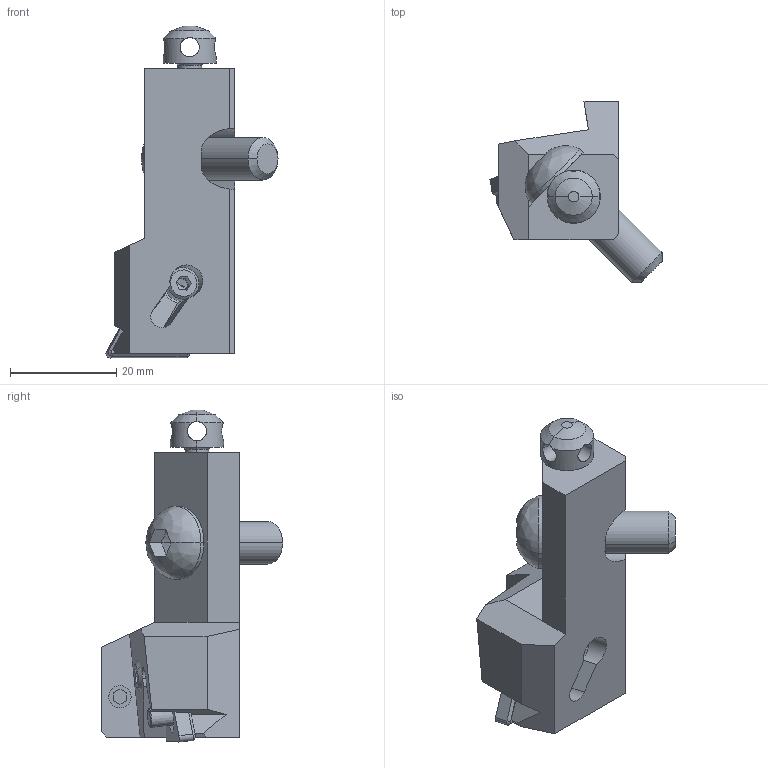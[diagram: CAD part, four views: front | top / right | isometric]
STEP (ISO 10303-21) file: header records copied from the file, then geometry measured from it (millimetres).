
FILE_DESCRIPTION(/* description */ (''),/* implementation_level */ '2;1');
FILE_NAME(/* name */ 'PTFNR16CA16.stp',/* time_stamp */ '2019-07-23T16:01:07+09:00',/* author */ (''),/* organization */ (''),/* preprocessor_version */ 'ST-DEVELOPER v16',/* originating_system */ 'SIEMENS PLM Software NX 10.0',/* authorisation */ '');
FILE_SCHEMA (('AUTOMOTIVE_DESIGN { 1 0 10303 214 3 1 1 1 }'));
Length unit declared in the file: millimetre
Products named in the file (1): PTFNR16CA16_ASM
Bounding box: 32.39 x 34.13 x 62.51 mm (x, y, z)
Volume: 16502.5 mm3; surface area: 8553.2 mm2
Topology: 8 solids, 8 shells, 234 faces, 597 edges, 373 vertices
Faces by surface type: plane 107, cylinder 64, cone 37, torus 18, bspline 6, extrusion 2
Entity records: 8655 total; most frequent: CARTESIAN_POINT 2751, DIRECTION 1224, ORIENTED_EDGE 1182, EDGE_CURVE 591, AXIS2_PLACEMENT_3D 460, VERTEX_POINT 373, VECTOR 304, LINE 302
